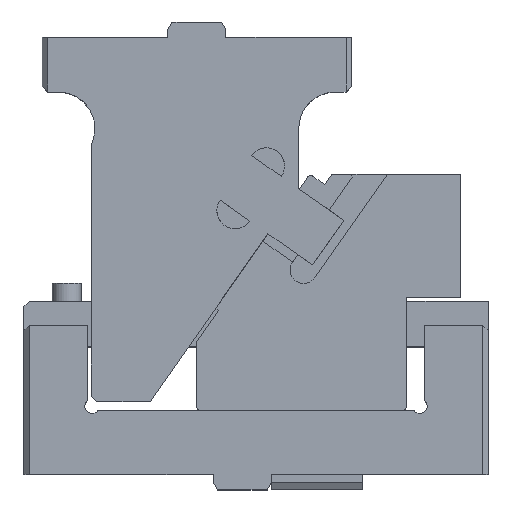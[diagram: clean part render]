
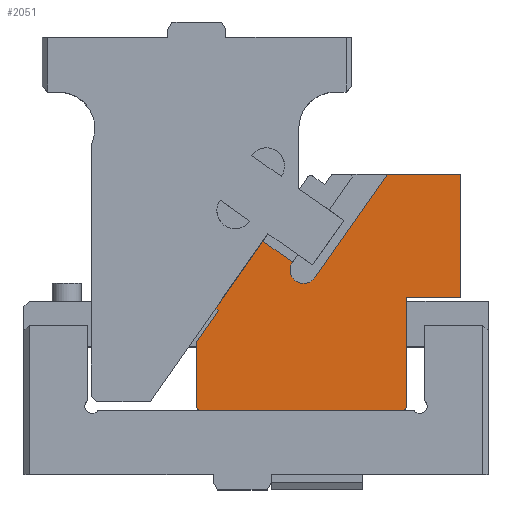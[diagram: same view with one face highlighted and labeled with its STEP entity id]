
A CAD part, top view. The second image highlights one B-rep face of the part: STEP entity #2051.
In plain terms, the highlighted planar face has unit normal (0, 0, 1).
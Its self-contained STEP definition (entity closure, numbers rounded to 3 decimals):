
#1890=CARTESIAN_POINT('Axis2P3D Location',(153.685,112.367,25.)) ;
#1894=CARTESIAN_POINT('Vertex',(147.542,116.668,25.)) ;
#1896=CARTESIAN_POINT('Vertex',(146.185,112.367,25.)) ;
#1933=CARTESIAN_POINT('Axis2P3D Location',(156.213,78.323,25.)) ;
#1938=CARTESIAN_POINT('Line Origine',(179.762,136.532,25.)) ;
#1942=CARTESIAN_POINT('Vertex',(159.829,108.065,25.)) ;
#1944=CARTESIAN_POINT('Vertex',(199.695,165.,25.)) ;
#1947=CARTESIAN_POINT('Axis2P3D Location',(153.685,112.367,25.)) ;
#1952=CARTESIAN_POINT('Line Origine',(139.35,122.404,25.)) ;
#1956=CARTESIAN_POINT('Vertex',(131.159,128.14,25.)) ;
#1959=CARTESIAN_POINT('Line Origine',(118.253,109.709,25.)) ;
#1963=CARTESIAN_POINT('Vertex',(105.348,91.278,25.)) ;
#1966=CARTESIAN_POINT('Line Origine',(106.167,90.704,25.)) ;
#1970=CARTESIAN_POINT('Vertex',(106.986,90.131,25.)) ;
#1973=CARTESIAN_POINT('Line Origine',(100.993,81.572,25.)) ;
#1977=CARTESIAN_POINT('Vertex',(95.,73.013,25.)) ;
#1980=CARTESIAN_POINT('Line Origine',(95.,55.007,25.)) ;
#1984=CARTESIAN_POINT('Vertex',(95.,37.,25.)) ;
#1987=CARTESIAN_POINT('Axis2P3D Location',(97.,37.,25.)) ;
#1991=CARTESIAN_POINT('Vertex',(97.,35.,25.)) ;
#1994=CARTESIAN_POINT('Line Origine',(152.5,35.,25.)) ;
#1998=CARTESIAN_POINT('Vertex',(208.,35.,25.)) ;
#2001=CARTESIAN_POINT('Axis2P3D Location',(208.,37.,25.)) ;
#2005=CARTESIAN_POINT('Vertex',(210.,37.,25.)) ;
#2008=CARTESIAN_POINT('Line Origine',(210.,67.,25.)) ;
#2012=CARTESIAN_POINT('Vertex',(210.,97.,25.)) ;
#2015=CARTESIAN_POINT('Line Origine',(225.,97.,25.)) ;
#2019=CARTESIAN_POINT('Vertex',(240.,97.,25.)) ;
#2022=CARTESIAN_POINT('Line Origine',(240.,131.,25.)) ;
#2026=CARTESIAN_POINT('Vertex',(240.,165.,25.)) ;
#2029=CARTESIAN_POINT('Line Origine',(219.848,165.,25.)) ;
#1891=DIRECTION('Axis2P3D Direction',(0.,0.,-1.)) ;
#1934=DIRECTION('Axis2P3D Direction',(0.,-0.,1.)) ;
#1935=DIRECTION('Axis2P3D XDirection',(1.,0.,0.)) ;
#1939=DIRECTION('Vector Direction',(0.574,0.819,0.)) ;
#1948=DIRECTION('Axis2P3D Direction',(0.,-0.,1.)) ;
#1953=DIRECTION('Vector Direction',(-0.819,0.574,0.)) ;
#1960=DIRECTION('Vector Direction',(0.574,0.819,0.)) ;
#1967=DIRECTION('Vector Direction',(-0.819,0.574,0.)) ;
#1974=DIRECTION('Vector Direction',(0.574,0.819,0.)) ;
#1981=DIRECTION('Vector Direction',(0.,1.,0.)) ;
#1988=DIRECTION('Axis2P3D Direction',(0.,-0.,1.)) ;
#1995=DIRECTION('Vector Direction',(1.,0.,0.)) ;
#2002=DIRECTION('Axis2P3D Direction',(0.,-0.,1.)) ;
#2009=DIRECTION('Vector Direction',(0.,-1.,0.)) ;
#2016=DIRECTION('Vector Direction',(-1.,0.,0.)) ;
#2023=DIRECTION('Vector Direction',(0.,-1.,0.)) ;
#2030=DIRECTION('Vector Direction',(1.,0.,0.)) ;
#1892=AXIS2_PLACEMENT_3D('Circle Axis2P3D',#1890,#1891,$) ;
#1936=AXIS2_PLACEMENT_3D('Plane Axis2P3D',#1933,#1934,#1935) ;
#1949=AXIS2_PLACEMENT_3D('Circle Axis2P3D',#1947,#1948,$) ;
#1989=AXIS2_PLACEMENT_3D('Circle Axis2P3D',#1987,#1988,$) ;
#2003=AXIS2_PLACEMENT_3D('Circle Axis2P3D',#2001,#2002,$) ;
#2035=ORIENTED_EDGE('',*,*,#1946,.F.) ;
#2036=ORIENTED_EDGE('',*,*,#1951,.F.) ;
#2037=ORIENTED_EDGE('',*,*,#1898,.F.) ;
#2038=ORIENTED_EDGE('',*,*,#1958,.T.) ;
#2039=ORIENTED_EDGE('',*,*,#1965,.F.) ;
#2040=ORIENTED_EDGE('',*,*,#1972,.F.) ;
#2041=ORIENTED_EDGE('',*,*,#1979,.F.) ;
#2042=ORIENTED_EDGE('',*,*,#1986,.F.) ;
#2043=ORIENTED_EDGE('',*,*,#1993,.T.) ;
#2044=ORIENTED_EDGE('',*,*,#2000,.T.) ;
#2045=ORIENTED_EDGE('',*,*,#2007,.T.) ;
#2046=ORIENTED_EDGE('',*,*,#2014,.F.) ;
#2047=ORIENTED_EDGE('',*,*,#2021,.F.) ;
#2048=ORIENTED_EDGE('',*,*,#2028,.F.) ;
#2049=ORIENTED_EDGE('',*,*,#2033,.F.) ;
#1940=VECTOR('Line Direction',#1939,1.) ;
#1954=VECTOR('Line Direction',#1953,1.) ;
#1961=VECTOR('Line Direction',#1960,1.) ;
#1968=VECTOR('Line Direction',#1967,1.) ;
#1975=VECTOR('Line Direction',#1974,1.) ;
#1982=VECTOR('Line Direction',#1981,1.) ;
#1996=VECTOR('Line Direction',#1995,1.) ;
#2010=VECTOR('Line Direction',#2009,1.) ;
#2017=VECTOR('Line Direction',#2016,1.) ;
#2024=VECTOR('Line Direction',#2023,1.) ;
#2031=VECTOR('Line Direction',#2030,1.) ;
#2051=ADVANCED_FACE('CAM SLIDER',(#2050),#1937,.T.) ;
#1893=CIRCLE('generated circle',#1892,7.5) ;
#1950=CIRCLE('generated circle',#1949,7.5) ;
#1990=CIRCLE('generated circle',#1989,2.) ;
#2004=CIRCLE('generated circle',#2003,2.) ;
#1898=EDGE_CURVE('',#1895,#1897,#1893,.F.) ;
#1946=EDGE_CURVE('',#1943,#1945,#1941,.T.) ;
#1951=EDGE_CURVE('',#1897,#1943,#1950,.T.) ;
#1958=EDGE_CURVE('',#1895,#1957,#1955,.T.) ;
#1965=EDGE_CURVE('',#1964,#1957,#1962,.T.) ;
#1972=EDGE_CURVE('',#1971,#1964,#1969,.T.) ;
#1979=EDGE_CURVE('',#1978,#1971,#1976,.T.) ;
#1986=EDGE_CURVE('',#1985,#1978,#1983,.T.) ;
#1993=EDGE_CURVE('',#1985,#1992,#1990,.T.) ;
#2000=EDGE_CURVE('',#1992,#1999,#1997,.T.) ;
#2007=EDGE_CURVE('',#1999,#2006,#2004,.T.) ;
#2014=EDGE_CURVE('',#2013,#2006,#2011,.T.) ;
#2021=EDGE_CURVE('',#2020,#2013,#2018,.T.) ;
#2028=EDGE_CURVE('',#2027,#2020,#2025,.T.) ;
#2033=EDGE_CURVE('',#1945,#2027,#2032,.T.) ;
#2034=EDGE_LOOP('',(#2035,#2036,#2037,#2038,#2039,#2040,#2041,#2042,#2043,#2044,#2045,#2046,#2047,#2048,#2049)) ;
#2050=FACE_OUTER_BOUND('',#2034,.T.) ;
#1941=LINE('Line',#1938,#1940) ;
#1955=LINE('Line',#1952,#1954) ;
#1962=LINE('Line',#1959,#1961) ;
#1969=LINE('Line',#1966,#1968) ;
#1976=LINE('Line',#1973,#1975) ;
#1983=LINE('Line',#1980,#1982) ;
#1997=LINE('Line',#1994,#1996) ;
#2011=LINE('Line',#2008,#2010) ;
#2018=LINE('Line',#2015,#2017) ;
#2025=LINE('Line',#2022,#2024) ;
#2032=LINE('Line',#2029,#2031) ;
#1937=PLANE('Plane',#1936) ;
#1895=VERTEX_POINT('',#1894) ;
#1897=VERTEX_POINT('',#1896) ;
#1943=VERTEX_POINT('',#1942) ;
#1945=VERTEX_POINT('',#1944) ;
#1957=VERTEX_POINT('',#1956) ;
#1964=VERTEX_POINT('',#1963) ;
#1971=VERTEX_POINT('',#1970) ;
#1978=VERTEX_POINT('',#1977) ;
#1985=VERTEX_POINT('',#1984) ;
#1992=VERTEX_POINT('',#1991) ;
#1999=VERTEX_POINT('',#1998) ;
#2006=VERTEX_POINT('',#2005) ;
#2013=VERTEX_POINT('',#2012) ;
#2020=VERTEX_POINT('',#2019) ;
#2027=VERTEX_POINT('',#2026) ;
